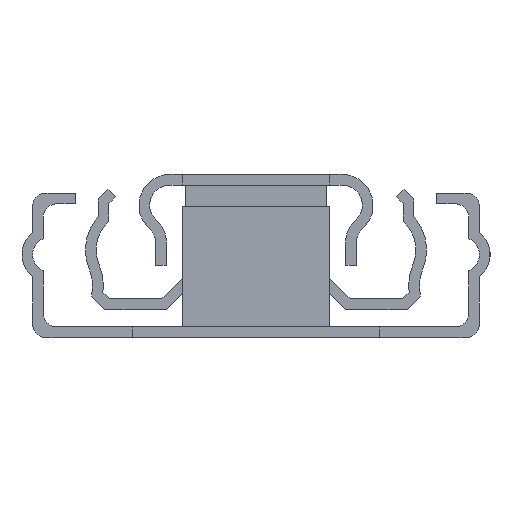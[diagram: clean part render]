
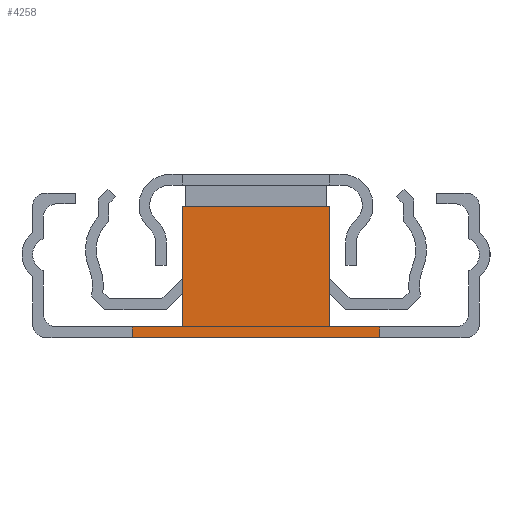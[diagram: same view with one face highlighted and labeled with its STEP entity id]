
A CAD part, left-side view. The second image highlights one B-rep face of the part: STEP entity #4258.
In plain terms, the highlighted planar face has unit normal (-1, 0, 0).
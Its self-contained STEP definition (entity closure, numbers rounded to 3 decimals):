
#198 = ORIENTED_EDGE ( 'NONE', *, *, #7295, .T. ) ;
#290 = CARTESIAN_POINT ( 'NONE',  ( -340.2, -9.25, 9.2 ) ) ;
#809 = DIRECTION ( 'NONE',  ( 0., 0., -1. ) ) ;
#810 = LINE ( 'NONE', #290, #3543 ) ;
#850 = VECTOR ( 'NONE', #4702, 1000. ) ;
#896 = VECTOR ( 'NONE', #3338, 1000. ) ;
#915 = CARTESIAN_POINT ( 'NONE',  ( -340.2, -5.5, 9. ) ) ;
#995 = EDGE_CURVE ( 'NONE', #6619, #2333, #6762, .T. ) ;
#1105 = VERTEX_POINT ( 'NONE', #2316 ) ;
#1306 = CARTESIAN_POINT ( 'NONE',  ( -340.2, 5.5, 9. ) ) ;
#1384 = DIRECTION ( 'NONE',  ( 0., -1., 0. ) ) ;
#1469 = AXIS2_PLACEMENT_3D ( 'NONE', #6365, #3398, #5760 ) ;
#1470 = LINE ( 'NONE', #5448, #2131 ) ;
#1559 = EDGE_CURVE ( 'NONE', #1105, #5195, #6354, .T. ) ;
#1701 = PLANE ( 'NONE',  #1469 ) ;
#1926 = EDGE_LOOP ( 'NONE', ( #4102, #6708, #7537, #2509, #7294, #198, #5206, #6359 ) ) ;
#2088 = EDGE_CURVE ( 'NONE', #2486, #6519, #3133, .T. ) ;
#2131 = VECTOR ( 'NONE', #1384, 1000. ) ;
#2316 = CARTESIAN_POINT ( 'NONE',  ( -340.2, 9.25, -0.8 ) ) ;
#2333 = VERTEX_POINT ( 'NONE', #2938 ) ;
#2486 = VERTEX_POINT ( 'NONE', #2541 ) ;
#2509 = ORIENTED_EDGE ( 'NONE', *, *, #2583, .T. ) ;
#2541 = CARTESIAN_POINT ( 'NONE',  ( -340.2, -9.25, 0. ) ) ;
#2583 = EDGE_CURVE ( 'NONE', #5743, #6619, #4223, .T. ) ;
#2599 = CARTESIAN_POINT ( 'NONE',  ( -340.2, 0., 0. ) ) ;
#2716 = CARTESIAN_POINT ( 'NONE',  ( -340.2, 0., 0. ) ) ;
#2869 = VECTOR ( 'NONE', #3648, 1000. ) ;
#2938 = CARTESIAN_POINT ( 'NONE',  ( -340.2, 9.25, 0. ) ) ;
#3133 = LINE ( 'NONE', #2599, #7071 ) ;
#3338 = DIRECTION ( 'NONE',  ( 0., 0., -1. ) ) ;
#3391 = EDGE_CURVE ( 'NONE', #5743, #7135, #1470, .T. ) ;
#3398 = DIRECTION ( 'NONE',  ( 1., 0., 0. ) ) ;
#3431 = EDGE_CURVE ( 'NONE', #7135, #6519, #5532, .T. ) ;
#3543 = VECTOR ( 'NONE', #5409, 1000. ) ;
#3648 = DIRECTION ( 'NONE',  ( 0., 0., -1. ) ) ;
#3951 = VECTOR ( 'NONE', #809, 1000. ) ;
#4102 = ORIENTED_EDGE ( 'NONE', *, *, #2088, .T. ) ;
#4223 = LINE ( 'NONE', #1306, #2869 ) ;
#4258 = ADVANCED_FACE ( 'NONE', ( #4537 ), #1701, .F. ) ;
#4352 = DIRECTION ( 'NONE',  ( 0., 1., 0. ) ) ;
#4384 = CARTESIAN_POINT ( 'NONE',  ( -340.2, 5.5, 9. ) ) ;
#4537 = FACE_OUTER_BOUND ( 'NONE', #1926, .T. ) ;
#4544 = EDGE_CURVE ( 'NONE', #2486, #5195, #810, .T. ) ;
#4702 = DIRECTION ( 'NONE',  ( 0., -1., 0. ) ) ;
#4812 = CARTESIAN_POINT ( 'NONE',  ( -340.2, -9.25, -0.8 ) ) ;
#5195 = VERTEX_POINT ( 'NONE', #4812 ) ;
#5206 = ORIENTED_EDGE ( 'NONE', *, *, #1559, .T. ) ;
#5250 = CARTESIAN_POINT ( 'NONE',  ( -340.2, 0., -0.8 ) ) ;
#5409 = DIRECTION ( 'NONE',  ( 0., 0., -1. ) ) ;
#5448 = CARTESIAN_POINT ( 'NONE',  ( -340.2, 5.5, 9. ) ) ;
#5532 = LINE ( 'NONE', #5969, #3951 ) ;
#5627 = CARTESIAN_POINT ( 'NONE',  ( -340.2, 9.25, 9.2 ) ) ;
#5694 = DIRECTION ( 'NONE',  ( 0., 1., 0. ) ) ;
#5743 = VERTEX_POINT ( 'NONE', #4384 ) ;
#5760 = DIRECTION ( 'NONE',  ( 0., 0., -1. ) ) ;
#5900 = CARTESIAN_POINT ( 'NONE',  ( -340.2, 5.5, 0. ) ) ;
#5969 = CARTESIAN_POINT ( 'NONE',  ( -340.2, -5.5, 9. ) ) ;
#6354 = LINE ( 'NONE', #5250, #850 ) ;
#6359 = ORIENTED_EDGE ( 'NONE', *, *, #4544, .F. ) ;
#6365 = CARTESIAN_POINT ( 'NONE',  ( -340.2, 0., 9.2 ) ) ;
#6519 = VERTEX_POINT ( 'NONE', #7269 ) ;
#6619 = VERTEX_POINT ( 'NONE', #5900 ) ;
#6708 = ORIENTED_EDGE ( 'NONE', *, *, #3431, .F. ) ;
#6762 = LINE ( 'NONE', #2716, #7213 ) ;
#7071 = VECTOR ( 'NONE', #4352, 1000. ) ;
#7135 = VERTEX_POINT ( 'NONE', #915 ) ;
#7213 = VECTOR ( 'NONE', #5694, 1000. ) ;
#7269 = CARTESIAN_POINT ( 'NONE',  ( -340.2, -5.5, 0. ) ) ;
#7294 = ORIENTED_EDGE ( 'NONE', *, *, #995, .T. ) ;
#7295 = EDGE_CURVE ( 'NONE', #2333, #1105, #7331, .T. ) ;
#7331 = LINE ( 'NONE', #5627, #896 ) ;
#7537 = ORIENTED_EDGE ( 'NONE', *, *, #3391, .F. ) ;
